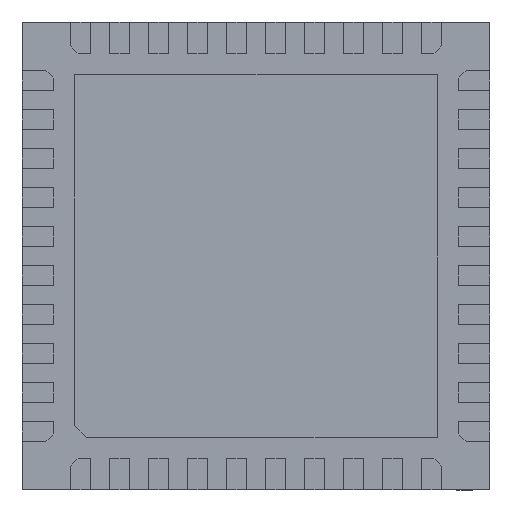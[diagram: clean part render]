
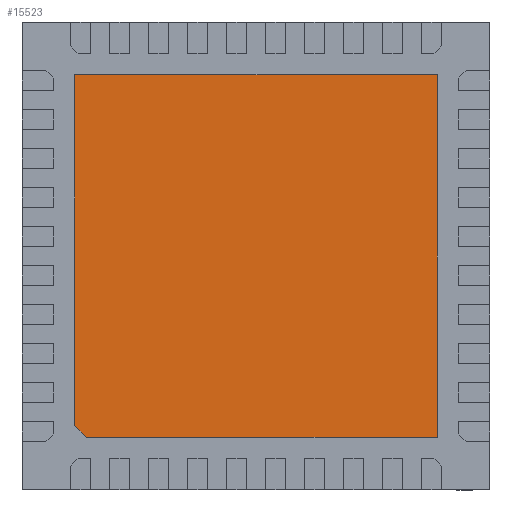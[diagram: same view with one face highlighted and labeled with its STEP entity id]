
A CAD part, front view. The second image highlights one B-rep face of the part: STEP entity #15523.
In plain terms, the highlighted planar face has unit normal (0, -1, 0).
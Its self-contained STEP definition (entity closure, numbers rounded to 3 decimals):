
#2751 = DIRECTION ( 'NONE',  ( -1., 0., 0. ) ) ;
#3011 = VECTOR ( 'NONE', #32442, 1000. ) ;
#3111 = LINE ( 'NONE', #7283, #16872 ) ;
#4089 = LINE ( 'NONE', #15274, #3011 ) ;
#4644 = CARTESIAN_POINT ( 'NONE',  ( 5.325, 0., -0.675 ) ) ;
#5378 = VECTOR ( 'NONE', #36754, 1000. ) ;
#5546 = EDGE_CURVE ( 'NONE', #23476, #41940, #3111, .T. ) ;
#6038 = DIRECTION ( 'NONE',  ( 0., 0., -1. ) ) ;
#6896 = VERTEX_POINT ( 'NONE', #40011 ) ;
#6906 = EDGE_LOOP ( 'NONE', ( #26000, #10176, #16321, #30040, #22174 ) ) ;
#7283 = CARTESIAN_POINT ( 'NONE',  ( 5.325, 0., -5.325 ) ) ;
#7734 = VERTEX_POINT ( 'NONE', #17157 ) ;
#8176 = EDGE_CURVE ( 'NONE', #15320, #7734, #9736, .T. ) ;
#9736 = LINE ( 'NONE', #38354, #21337 ) ;
#10176 = ORIENTED_EDGE ( 'NONE', *, *, #19260, .T. ) ;
#11040 = EDGE_CURVE ( 'NONE', #41940, #15320, #40993, .T. ) ;
#11278 = DIRECTION ( 'NONE',  ( 1., 0., 0. ) ) ;
#12432 = FACE_OUTER_BOUND ( 'NONE', #6906, .T. ) ;
#12905 = DIRECTION ( 'NONE',  ( 0., 0., -1. ) ) ;
#15274 = CARTESIAN_POINT ( 'NONE',  ( 0.825, 0., -5.325 ) ) ;
#15320 = VERTEX_POINT ( 'NONE', #18271 ) ;
#15523 = ADVANCED_FACE ( 'NONE', ( #12432 ), #30935, .T. ) ;
#16321 = ORIENTED_EDGE ( 'NONE', *, *, #5546, .T. ) ;
#16872 = VECTOR ( 'NONE', #11278, 1000. ) ;
#17157 = CARTESIAN_POINT ( 'NONE',  ( 0.675, 0., -0.675 ) ) ;
#17454 = CARTESIAN_POINT ( 'NONE',  ( 0.825, 0., -5.325 ) ) ;
#18271 = CARTESIAN_POINT ( 'NONE',  ( 5.325, 0., -0.675 ) ) ;
#19260 = EDGE_CURVE ( 'NONE', #6896, #23476, #4089, .T. ) ;
#21337 = VECTOR ( 'NONE', #2751, 1000. ) ;
#22174 = ORIENTED_EDGE ( 'NONE', *, *, #8176, .T. ) ;
#23476 = VERTEX_POINT ( 'NONE', #17454 ) ;
#26000 = ORIENTED_EDGE ( 'NONE', *, *, #40166, .T. ) ;
#27337 = LINE ( 'NONE', #42379, #44084 ) ;
#27561 = AXIS2_PLACEMENT_3D ( 'NONE', #41060, #27618, #12905 ) ;
#27618 = DIRECTION ( 'NONE',  ( 0., -1., 0. ) ) ;
#29541 = CARTESIAN_POINT ( 'NONE',  ( 5.325, 0., -5.325 ) ) ;
#30040 = ORIENTED_EDGE ( 'NONE', *, *, #11040, .T. ) ;
#30935 = PLANE ( 'NONE',  #27561 ) ;
#32442 = DIRECTION ( 'NONE',  ( 0.707, 0., -0.707 ) ) ;
#36754 = DIRECTION ( 'NONE',  ( 0., 0., 1. ) ) ;
#38354 = CARTESIAN_POINT ( 'NONE',  ( 0.675, 0., -0.675 ) ) ;
#40011 = CARTESIAN_POINT ( 'NONE',  ( 0.675, 0., -5.175 ) ) ;
#40166 = EDGE_CURVE ( 'NONE', #7734, #6896, #27337, .T. ) ;
#40993 = LINE ( 'NONE', #4644, #5378 ) ;
#41060 = CARTESIAN_POINT ( 'NONE',  ( 0., 0., 0. ) ) ;
#41940 = VERTEX_POINT ( 'NONE', #29541 ) ;
#42379 = CARTESIAN_POINT ( 'NONE',  ( 0.675, 0., -5.175 ) ) ;
#44084 = VECTOR ( 'NONE', #6038, 1000. ) ;
